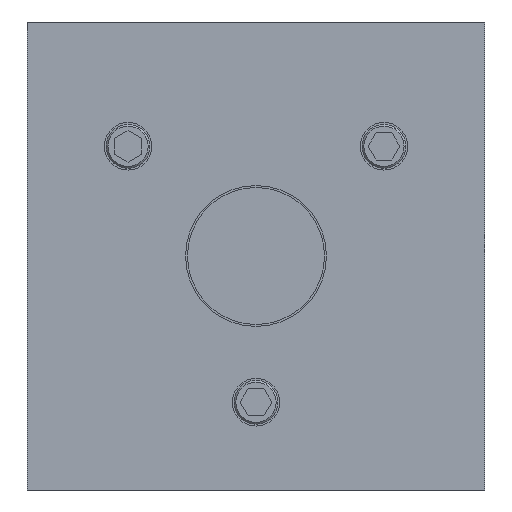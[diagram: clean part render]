
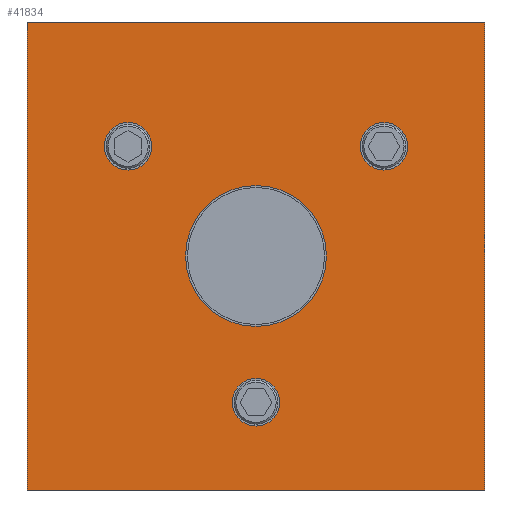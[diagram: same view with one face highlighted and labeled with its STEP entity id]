
A CAD part, front view. The second image highlights one B-rep face of the part: STEP entity #41834.
In plain terms, the highlighted planar face has unit normal (0, -1, 0).
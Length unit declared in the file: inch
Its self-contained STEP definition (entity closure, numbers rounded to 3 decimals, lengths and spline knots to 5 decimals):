
#13 = PLANE ( 'NONE',  #16047 ) ;
#36 = FACE_BOUND ( 'NONE', #40287, .T. ) ;
#1474 = VECTOR ( 'NONE', #14659, 39.37008 ) ;
#1663 = EDGE_LOOP ( 'NONE', ( #35935 ) ) ;
#1708 = VERTEX_POINT ( 'NONE', #34413 ) ;
#1800 = DIRECTION ( 'NONE',  ( 0., -1., 0. ) ) ;
#3246 = FACE_BOUND ( 'NONE', #26125, .T. ) ;
#3545 = DIRECTION ( 'NONE',  ( 0., -1., 0. ) ) ;
#3604 = EDGE_CURVE ( 'NONE', #38642, #24318, #22506, .T. ) ;
#4393 = CARTESIAN_POINT ( 'NONE',  ( -1.25, -0.815, 1.28 ) ) ;
#4396 = DIRECTION ( 'NONE',  ( 0., 1., 0. ) ) ;
#5057 = VERTEX_POINT ( 'NONE', #7208 ) ;
#5068 = EDGE_CURVE ( 'NONE', #9109, #9109, #40801, .T. ) ;
#5870 = AXIS2_PLACEMENT_3D ( 'NONE', #14881, #1800, #31927 ) ;
#7208 = CARTESIAN_POINT ( 'NONE',  ( 1.25, -0.815, -1.28 ) ) ;
#7227 = EDGE_LOOP ( 'NONE', ( #37793 ) ) ;
#7651 = CARTESIAN_POINT ( 'NONE',  ( 0., -0.815, 0.385 ) ) ;
#7726 = DIRECTION ( 'NONE',  ( 0., 0., -1. ) ) ;
#7990 = EDGE_CURVE ( 'NONE', #24318, #5057, #30690, .T. ) ;
#8098 = CARTESIAN_POINT ( 'NONE',  ( -1.25, -0.815, -1.28 ) ) ;
#8963 = FACE_BOUND ( 'NONE', #7227, .T. ) ;
#9109 = VERTEX_POINT ( 'NONE', #7651 ) ;
#9780 = EDGE_CURVE ( 'NONE', #1708, #1708, #39496, .T. ) ;
#10959 = ORIENTED_EDGE ( 'NONE', *, *, #29193, .F. ) ;
#11261 = CIRCLE ( 'NONE', #5870, 0.13 ) ;
#11640 = EDGE_LOOP ( 'NONE', ( #35042, #16423, #31831, #10959 ) ) ;
#11737 = CARTESIAN_POINT ( 'NONE',  ( -0.7, -0.815, 0.6 ) ) ;
#13385 = DIRECTION ( 'NONE',  ( 0., 0., -1. ) ) ;
#14659 = DIRECTION ( 'NONE',  ( 1., 0., 0. ) ) ;
#14881 = CARTESIAN_POINT ( 'NONE',  ( 0.7, -0.815, 0.6 ) ) ;
#14960 = CARTESIAN_POINT ( 'NONE',  ( -1.25, -0.815, -1.28 ) ) ;
#16047 = AXIS2_PLACEMENT_3D ( 'NONE', #17064, #3545, #13385 ) ;
#16123 = CARTESIAN_POINT ( 'NONE',  ( 0., -0.815, -0.8 ) ) ;
#16423 = ORIENTED_EDGE ( 'NONE', *, *, #3604, .F. ) ;
#17064 = CARTESIAN_POINT ( 'NONE',  ( 0., -0.815, 0. ) ) ;
#18589 = VECTOR ( 'NONE', #7726, 39.37008 ) ;
#21337 = CARTESIAN_POINT ( 'NONE',  ( 1.25, -0.815, 1.28 ) ) ;
#21992 = AXIS2_PLACEMENT_3D ( 'NONE', #16123, #26116, #22612 ) ;
#22326 = DIRECTION ( 'NONE',  ( 0., -1., 0. ) ) ;
#22506 = LINE ( 'NONE', #4393, #1474 ) ;
#22612 = DIRECTION ( 'NONE',  ( 0., 0., -1. ) ) ;
#22862 = VECTOR ( 'NONE', #42075, 39.37008 ) ;
#23066 = CIRCLE ( 'NONE', #35546, 0.13 ) ;
#24318 = VERTEX_POINT ( 'NONE', #21337 ) ;
#25413 = CARTESIAN_POINT ( 'NONE',  ( 0.7, -0.815, 0.47 ) ) ;
#25821 = EDGE_CURVE ( 'NONE', #31610, #31610, #11261, .T. ) ;
#26116 = DIRECTION ( 'NONE',  ( 0., -1., 0. ) ) ;
#26125 = EDGE_LOOP ( 'NONE', ( #40975 ) ) ;
#26620 = CARTESIAN_POINT ( 'NONE',  ( 1.25, -0.815, 1.28 ) ) ;
#29193 = EDGE_CURVE ( 'NONE', #5057, #40404, #31096, .T. ) ;
#30690 = LINE ( 'NONE', #26620, #18589 ) ;
#30854 = CARTESIAN_POINT ( 'NONE',  ( 0., -0.815, 0. ) ) ;
#31093 = FACE_BOUND ( 'NONE', #1663, .T. ) ;
#31096 = LINE ( 'NONE', #14960, #36394 ) ;
#31217 = ORIENTED_EDGE ( 'NONE', *, *, #9780, .F. ) ;
#31577 = EDGE_CURVE ( 'NONE', #43191, #43191, #23066, .T. ) ;
#31610 = VERTEX_POINT ( 'NONE', #25413 ) ;
#31757 = AXIS2_PLACEMENT_3D ( 'NONE', #30854, #4396, #37475 ) ;
#31831 = ORIENTED_EDGE ( 'NONE', *, *, #35908, .F. ) ;
#31875 = CARTESIAN_POINT ( 'NONE',  ( -0.7, -0.815, 0.47 ) ) ;
#31927 = DIRECTION ( 'NONE',  ( 0., 0., -1. ) ) ;
#32839 = LINE ( 'NONE', #39153, #22862 ) ;
#34413 = CARTESIAN_POINT ( 'NONE',  ( 0., -0.815, -0.93 ) ) ;
#34817 = CARTESIAN_POINT ( 'NONE',  ( -1.25, -0.815, 1.28 ) ) ;
#35042 = ORIENTED_EDGE ( 'NONE', *, *, #7990, .F. ) ;
#35405 = DIRECTION ( 'NONE',  ( -1., 0., 0. ) ) ;
#35546 = AXIS2_PLACEMENT_3D ( 'NONE', #11737, #22326, #35547 ) ;
#35547 = DIRECTION ( 'NONE',  ( 0., 0., -1. ) ) ;
#35908 = EDGE_CURVE ( 'NONE', #40404, #38642, #32839, .T. ) ;
#35935 = ORIENTED_EDGE ( 'NONE', *, *, #25821, .F. ) ;
#36394 = VECTOR ( 'NONE', #35405, 39.37008 ) ;
#36891 = FACE_OUTER_BOUND ( 'NONE', #11640, .T. ) ;
#37475 = DIRECTION ( 'NONE',  ( 0., 0., 1. ) ) ;
#37793 = ORIENTED_EDGE ( 'NONE', *, *, #31577, .F. ) ;
#38642 = VERTEX_POINT ( 'NONE', #34817 ) ;
#39153 = CARTESIAN_POINT ( 'NONE',  ( -1.25, -0.815, 1.28 ) ) ;
#39496 = CIRCLE ( 'NONE', #21992, 0.13 ) ;
#40287 = EDGE_LOOP ( 'NONE', ( #31217 ) ) ;
#40404 = VERTEX_POINT ( 'NONE', #8098 ) ;
#40801 = CIRCLE ( 'NONE', #31757, 0.385 ) ;
#40975 = ORIENTED_EDGE ( 'NONE', *, *, #5068, .T. ) ;
#41834 = ADVANCED_FACE ( 'NONE', ( #8963, #31093, #36, #3246, #36891 ), #13, .T. ) ;
#42075 = DIRECTION ( 'NONE',  ( 0., 0., 1. ) ) ;
#43191 = VERTEX_POINT ( 'NONE', #31875 ) ;
